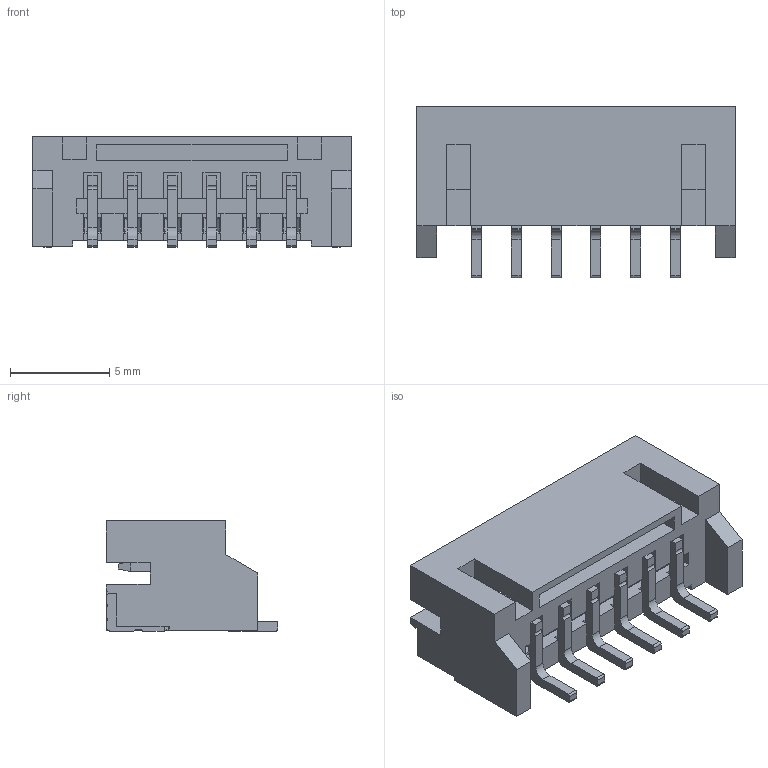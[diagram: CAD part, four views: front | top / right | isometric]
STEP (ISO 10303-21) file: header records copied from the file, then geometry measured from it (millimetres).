
FILE_DESCRIPTION (( 'STEP AP203' ), '1' );
FILE_NAME ('CI0106MxHR0-隱藏.STEP', '2017-12-27T04:19:21', ( 'USER' ), ( '' ), 'SwSTEP 2.0', 'SolidWorks 2017', '' );
FILE_SCHEMA (( 'CONFIG_CONTROL_DESIGN' ));
Length unit declared in the file: millimetre
Products named in the file (1): CI0106MxHR0-隱藏
Bounding box: 16 x 8.6 x 5.55 mm (x, y, z)
Volume: 250.4 mm3; surface area: 838.8 mm2
Topology: 3 solids, 9 shells, 444 faces, 1261 edges, 802 vertices
Faces by surface type: plane 372, cylinder 72
Entity records: 14242 total; most frequent: ORIENTED_EDGE 2522, CARTESIAN_POINT 2508, DIRECTION 2295, EDGE_CURVE 1261, LINE 1117, VECTOR 1117, VERTEX_POINT 802, AXIS2_PLACEMENT_3D 589
